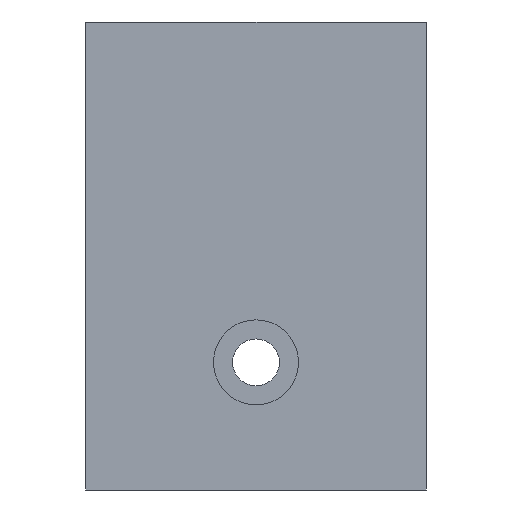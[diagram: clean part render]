
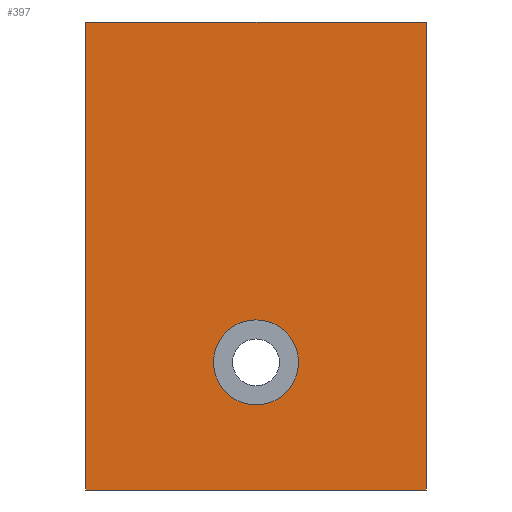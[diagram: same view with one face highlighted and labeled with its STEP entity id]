
A CAD part, left-side view. The second image highlights one B-rep face of the part: STEP entity #397.
In plain terms, the highlighted planar face has unit normal (-1, 0, 0).
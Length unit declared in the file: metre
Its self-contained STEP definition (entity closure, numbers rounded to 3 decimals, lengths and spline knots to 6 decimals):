
#31=LINE('',#646,#63);
#33=LINE('',#652,#65);
#34=LINE('',#654,#66);
#35=LINE('',#656,#67);
#63=VECTOR('',#523,1.);
#65=VECTOR('',#529,1.);
#66=VECTOR('',#530,1.);
#67=VECTOR('',#531,1.);
#80=PLANE('',#443);
#127=ORIENTED_EDGE('',*,*,#221,.F.);
#128=ORIENTED_EDGE('',*,*,#222,.T.);
#129=ORIENTED_EDGE('',*,*,#223,.F.);
#130=ORIENTED_EDGE('',*,*,#224,.F.);
#131=ORIENTED_EDGE('',*,*,#219,.T.);
#219=EDGE_CURVE('',#266,#265,#31,.T.);
#221=EDGE_CURVE('',#267,#267,#288,.F.);
#222=EDGE_CURVE('',#265,#268,#33,.T.);
#223=EDGE_CURVE('',#269,#268,#34,.T.);
#224=EDGE_CURVE('',#266,#269,#35,.T.);
#265=VERTEX_POINT('',#645);
#266=VERTEX_POINT('',#647);
#267=VERTEX_POINT('',#651);
#268=VERTEX_POINT('',#653);
#269=VERTEX_POINT('',#655);
#288=CIRCLE('',#444,0.005);
#309=EDGE_LOOP('',(#127));
#310=EDGE_LOOP('',(#128,#129,#130,#131));
#351=FACE_BOUND('',#309,.T.);
#352=FACE_BOUND('',#310,.T.);
#397=ADVANCED_FACE('',(#351,#352),#80,.F.);
#443=AXIS2_PLACEMENT_3D('',#649,#525,#526);
#444=AXIS2_PLACEMENT_3D('',#650,#527,#528);
#523=DIRECTION('',(0.,1.,0.));
#525=DIRECTION('',(1.,0.,0.));
#526=DIRECTION('',(0.,0.,-1.));
#527=DIRECTION('',(1.,0.,0.));
#528=DIRECTION('',(0.,0.,-1.));
#529=DIRECTION('',(0.,0.,-1.));
#530=DIRECTION('',(0.,1.,0.));
#531=DIRECTION('',(0.,0.,-1.));
#645=CARTESIAN_POINT('',(-0.123454,-0.0675,0.055));
#646=CARTESIAN_POINT('',(-0.123454,-0.0775,0.055));
#647=CARTESIAN_POINT('',(-0.123454,-0.1075,0.055));
#649=CARTESIAN_POINT('',(-0.123454,-0.0775,0.055002));
#650=CARTESIAN_POINT('',(-0.123454,-0.0875,0.015));
#651=CARTESIAN_POINT('',(-0.123454,-0.0875,0.01));
#652=CARTESIAN_POINT('',(-0.123454,-0.0675,0.055002));
#653=CARTESIAN_POINT('',(-0.123454,-0.0675,0.));
#654=CARTESIAN_POINT('',(-0.123454,-0.0775,0.));
#655=CARTESIAN_POINT('',(-0.123454,-0.1075,0.));
#656=CARTESIAN_POINT('',(-0.123454,-0.1075,0.055002));
